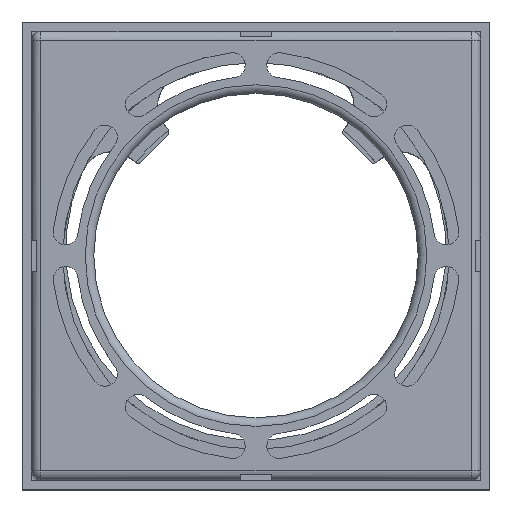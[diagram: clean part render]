
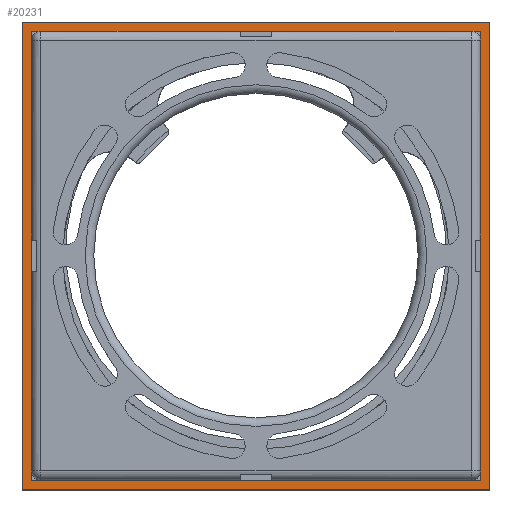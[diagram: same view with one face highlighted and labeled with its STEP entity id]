
A CAD part, top view. The second image highlights one B-rep face of the part: STEP entity #20231.
In plain terms, the highlighted planar face has unit normal (0, 0, 1).
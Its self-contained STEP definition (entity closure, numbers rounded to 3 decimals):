
#593=PLANE('',#25188);
#795=FACE_BOUND('',#4156,.T.);
#2813=FACE_OUTER_BOUND('',#4155,.T.);
#4155=EDGE_LOOP('',(#18273,#18274,#18275,#18276));
#4156=EDGE_LOOP('',(#18277,#18278,#18279,#18280));
#8214=VERTEX_POINT('',#51209);
#8215=VERTEX_POINT('',#51210);
#8218=VERTEX_POINT('',#51218);
#8219=VERTEX_POINT('',#51219);
#8220=VERTEX_POINT('',#51221);
#8221=VERTEX_POINT('',#51223);
#8222=VERTEX_POINT('',#51226);
#8223=VERTEX_POINT('',#51228);
#11597=EDGE_CURVE('',#8214,#8215,#21483,.T.);
#11601=EDGE_CURVE('',#8218,#8219,#21487,.T.);
#11602=EDGE_CURVE('',#8219,#8220,#21488,.T.);
#11603=EDGE_CURVE('',#8220,#8221,#21489,.T.);
#11604=EDGE_CURVE('',#8221,#8218,#21490,.T.);
#11605=EDGE_CURVE('',#8222,#8214,#21491,.T.);
#11606=EDGE_CURVE('',#8215,#8223,#21492,.T.);
#11607=EDGE_CURVE('',#8223,#8222,#21493,.T.);
#18273=ORIENTED_EDGE('',*,*,#11601,.T.);
#18274=ORIENTED_EDGE('',*,*,#11602,.T.);
#18275=ORIENTED_EDGE('',*,*,#11603,.T.);
#18276=ORIENTED_EDGE('',*,*,#11604,.T.);
#18277=ORIENTED_EDGE('',*,*,#11605,.T.);
#18278=ORIENTED_EDGE('',*,*,#11597,.T.);
#18279=ORIENTED_EDGE('',*,*,#11606,.T.);
#18280=ORIENTED_EDGE('',*,*,#11607,.T.);
#20231=ADVANCED_FACE('',(#2813,#795),#593,.T.);
#21483=LINE('',#51211,#22749);
#21487=LINE('',#51220,#22753);
#21488=LINE('',#51222,#22754);
#21489=LINE('',#51224,#22755);
#21490=LINE('',#51225,#22756);
#21491=LINE('',#51227,#22757);
#21492=LINE('',#51229,#22758);
#21493=LINE('',#51230,#22759);
#22749=VECTOR('',#31107,1.);
#22753=VECTOR('',#31113,10.);
#22754=VECTOR('',#31114,10.);
#22755=VECTOR('',#31115,10.);
#22756=VECTOR('',#31116,10.);
#22757=VECTOR('',#31117,1.);
#22758=VECTOR('',#31118,1.);
#22759=VECTOR('',#31119,1.);
#25188=AXIS2_PLACEMENT_3D('',#51217,#31111,#31112);
#31107=DIRECTION('',(-1.,0.,0.));
#31111=DIRECTION('center_axis',(0.,0.,
1.));
#31112=DIRECTION('ref_axis',(0.,-1.,0.));
#31113=DIRECTION('',(-1.,0.,0.));
#31114=DIRECTION('',(0.,-1.,0.));
#31115=DIRECTION('',(1.,0.,0.));
#31116=DIRECTION('',(0.,1.,0.));
#31117=DIRECTION('',(0.,-1.,0.));
#31118=DIRECTION('',(0.,1.,0.));
#31119=DIRECTION('',(1.,0.,0.));
#51209=CARTESIAN_POINT('',(72.,-72.,282.));
#51210=CARTESIAN_POINT('',(-72.,-72.,282.));
#51211=CARTESIAN_POINT('',(0.,-72.,282.));
#51217=CARTESIAN_POINT('Origin',(0.,0.,
282.));
#51218=CARTESIAN_POINT('',(75.,75.,282.));
#51219=CARTESIAN_POINT('',(-75.,75.,282.));
#51220=CARTESIAN_POINT('',(75.,75.,282.));
#51221=CARTESIAN_POINT('',(-75.,-75.,282.));
#51222=CARTESIAN_POINT('',(-75.,75.,282.));
#51223=CARTESIAN_POINT('',(75.,-75.,282.));
#51224=CARTESIAN_POINT('',(-75.,-75.,282.));
#51225=CARTESIAN_POINT('',(75.,-75.,282.));
#51226=CARTESIAN_POINT('',(72.,72.,282.));
#51227=CARTESIAN_POINT('',(72.,-35.875,282.));
#51228=CARTESIAN_POINT('',(-72.,72.,282.));
#51229=CARTESIAN_POINT('',(-72.,-35.875,282.));
#51230=CARTESIAN_POINT('',(0.063,72.,282.));
